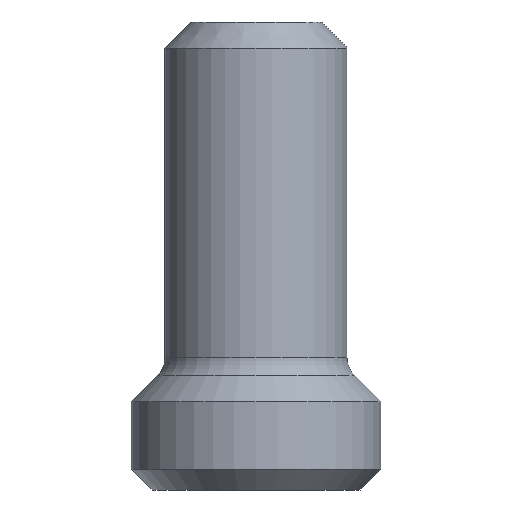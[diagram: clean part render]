
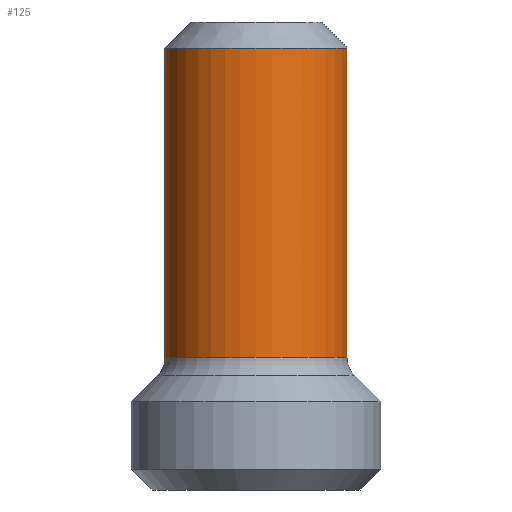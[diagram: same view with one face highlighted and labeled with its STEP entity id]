
A CAD part, front view. The second image highlights one B-rep face of the part: STEP entity #125.
In plain terms, the highlighted cylindrical face has radius 1.75 mm (diameter 3.5 mm), a partial arc.
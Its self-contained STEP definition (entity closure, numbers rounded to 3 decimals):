
#56=CYLINDRICAL_SURFACE('',#508,1.75);
#79=LINE('',#720,#101);
#80=LINE('',#721,#102);
#101=VECTOR('',#580,1.);
#102=VECTOR('',#581,1.);
#125=ADVANCED_FACE('',(#155),#56,.T.);
#155=FACE_OUTER_BOUND('',#182,.T.);
#182=EDGE_LOOP('',(#221,#222,#223,#224));
#221=ORIENTED_EDGE('',*,*,#383,.T.);
#222=ORIENTED_EDGE('',*,*,#387,.F.);
#223=ORIENTED_EDGE('',*,*,#389,.F.);
#224=ORIENTED_EDGE('',*,*,#388,.T.);
#341=VERTEX_POINT('',#710);
#342=VERTEX_POINT('',#712);
#343=VERTEX_POINT('',#718);
#344=VERTEX_POINT('',#719);
#383=EDGE_CURVE('',#342,#341,#448,.T.);
#387=EDGE_CURVE('',#344,#341,#79,.T.);
#388=EDGE_CURVE('',#343,#342,#80,.T.);
#389=EDGE_CURVE('',#343,#344,#451,.T.);
#448=CIRCLE('',#501,1.75);
#451=CIRCLE('',#507,1.75);
#501=AXIS2_PLACEMENT_3D('',#711,#569,#570);
#507=AXIS2_PLACEMENT_3D('',#723,#584,#585);
#508=AXIS2_PLACEMENT_3D('',#724,#586,#587);
#569=DIRECTION('',(0.,0.,-1.));
#570=DIRECTION('',(1.,0.,0.));
#580=DIRECTION('',(0.,0.,1.));
#581=DIRECTION('',(0.,0.,1.));
#584=DIRECTION('',(0.,0.,-1.));
#585=DIRECTION('',(1.,0.,0.));
#586=DIRECTION('',(0.,0.,1.));
#587=DIRECTION('',(1.,0.,0.));
#710=CARTESIAN_POINT('',(-1.75,0.,8.5));
#711=CARTESIAN_POINT('',(0.,0.,8.5));
#712=CARTESIAN_POINT('',(1.75,0.,8.5));
#718=CARTESIAN_POINT('',(1.75,0.,2.557));
#719=CARTESIAN_POINT('',(-1.75,0.,2.557));
#720=CARTESIAN_POINT('',(-1.75,0.,8.5));
#721=CARTESIAN_POINT('',(1.75,0.,8.5));
#723=CARTESIAN_POINT('',(0.,0.,2.557));
#724=CARTESIAN_POINT('',(0.,0.,-0.45));
